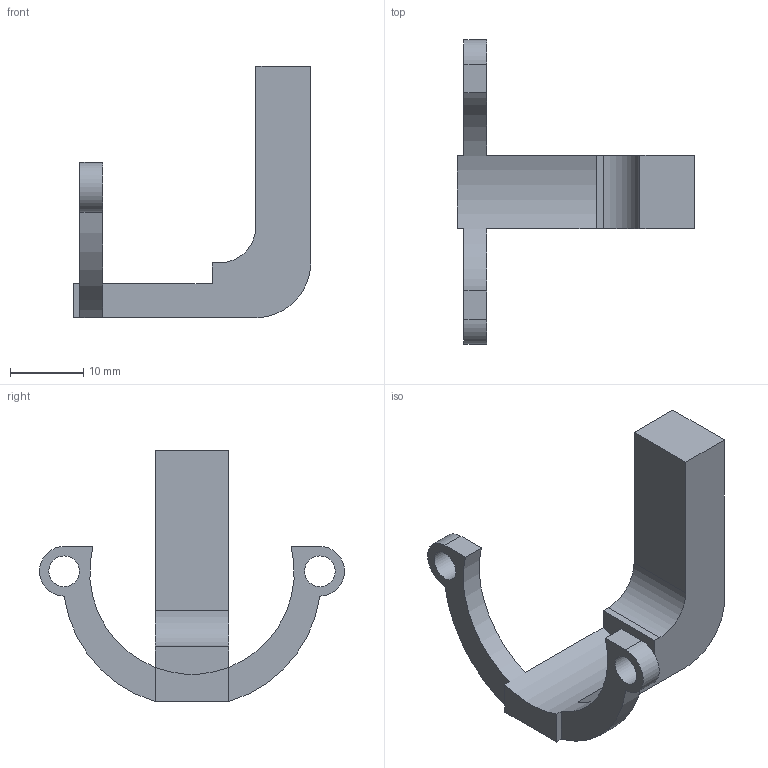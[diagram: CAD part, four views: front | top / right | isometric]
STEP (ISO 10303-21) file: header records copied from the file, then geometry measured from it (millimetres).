
FILE_DESCRIPTION(/* description */ ('STEP AP214'),/* implementation_level */ '2;1');
FILE_NAME(/* name */ '5feaa4201e3ae3115f1c3d0a',/* time_stamp */ '2020-12-29T03:36:00+00:00',/* author */ (''),/* organization */ (''),/* preprocessor_version */ 'ST-DEVELOPER v18.1',/* originating_system */ ' ',/* authorisation */ ' ');
FILE_SCHEMA (('AUTOMOTIVE_DESIGN {1 0 10303 214 3 1 1}'));
Length unit declared in the file: metre
Products named in the file (1): motor bracket bottom
Bounding box: 32.5 x 41.74 x 34.41 mm (x, y, z)
Volume: 4351.3 mm3; surface area: 2852.6 mm2
Topology: 1 solids, 1 shells, 26 faces, 68 edges, 44 vertices
Faces by surface type: plane 17, cylinder 9
Full cylindrical faces by diameter (mm): 4.2 x2
Entity records: 830 total; most frequent: DIRECTION 142, CARTESIAN_POINT 137, ORIENTED_EDGE 132, EDGE_CURVE 66, AXIS2_PLACEMENT_3D 49, LINE 44, VECTOR 44, VERTEX_POINT 44
